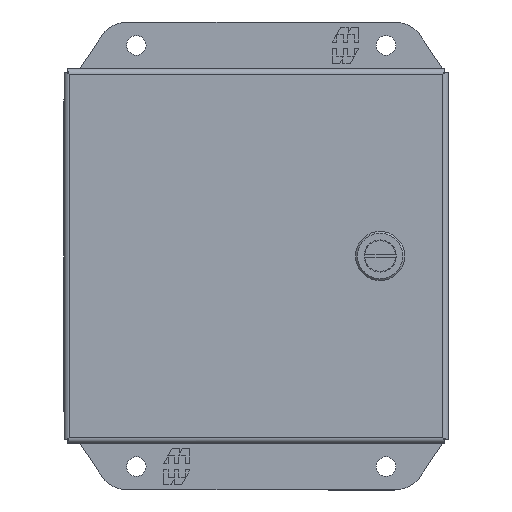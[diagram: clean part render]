
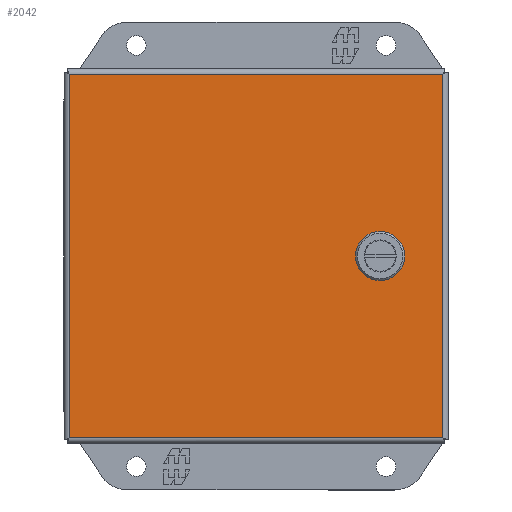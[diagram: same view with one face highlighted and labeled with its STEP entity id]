
A CAD part, front view. The second image highlights one B-rep face of the part: STEP entity #2042.
In plain terms, the highlighted planar face has unit normal (0, -1, 0).
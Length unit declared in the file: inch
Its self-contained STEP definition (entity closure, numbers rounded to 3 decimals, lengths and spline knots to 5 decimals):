
#35 = DIRECTION ( 'NONE',  ( -1., 0., 0. ) ) ;
#208 = FACE_OUTER_BOUND ( 'NONE', #15284, .T. ) ;
#438 = CARTESIAN_POINT ( 'NONE',  ( 2.91268, -4.61133, -2.914 ) ) ;
#977 = CARTESIAN_POINT ( 'NONE',  ( 1.98226, -4.61133, -0.331 ) ) ;
#1240 = CARTESIAN_POINT ( 'NONE',  ( 2.23768, -4.61133, 0.07559 ) ) ;
#1723 = FACE_BOUND ( 'NONE', #13033, .T. ) ;
#1868 = CARTESIAN_POINT ( 'NONE',  ( 1.98226, -4.61133, 0.331 ) ) ;
#1999 = CARTESIAN_POINT ( 'NONE',  ( -3.07332, -4.61133, 2.914 ) ) ;
#2042 = ADVANCED_FACE ( 'NONE', ( #1723, #208 ), #15055, .T. ) ;
#2635 = CARTESIAN_POINT ( 'NONE',  ( 1.98226, -4.61133, -0.331 ) ) ;
#3609 = LINE ( 'NONE', #1868, #13664 ) ;
#3684 = VERTEX_POINT ( 'NONE', #7693 ) ;
#3721 = CARTESIAN_POINT ( 'NONE',  ( 2.23768, -4.61133, 0.07559 ) ) ;
#4184 = CARTESIAN_POINT ( 'NONE',  ( -3.07332, -4.61133, -2.914 ) ) ;
#4307 = VECTOR ( 'NONE', #6238, 39.37008 ) ;
#4343 = ORIENTED_EDGE ( 'NONE', *, *, #16752, .T. ) ;
#4832 = VERTEX_POINT ( 'NONE', #9129 ) ;
#4889 = DIRECTION ( 'NONE',  ( 0., 0., -1. ) ) ;
#4976 = EDGE_CURVE ( 'NONE', #12308, #3684, #10173, .T. ) ;
#5399 = ORIENTED_EDGE ( 'NONE', *, *, #19367, .T. ) ;
#5848 = DIRECTION ( 'NONE',  ( 0., 0., -1. ) ) ;
#6238 = DIRECTION ( 'NONE',  ( 0., 0., 1. ) ) ;
#6396 = LINE ( 'NONE', #13172, #7960 ) ;
#6457 = ORIENTED_EDGE ( 'NONE', *, *, #8101, .F. ) ;
#7388 = CARTESIAN_POINT ( 'NONE',  ( 1.57568, -4.61133, 0.07559 ) ) ;
#7435 = VECTOR ( 'NONE', #5848, 39.37008 ) ;
#7501 = VECTOR ( 'NONE', #11637, 39.37008 ) ;
#7555 = CARTESIAN_POINT ( 'NONE',  ( -3.07332, -4.61133, -2.914 ) ) ;
#7693 = CARTESIAN_POINT ( 'NONE',  ( -3.07332, -4.61133, 2.914 ) ) ;
#7908 = CARTESIAN_POINT ( 'NONE',  ( 2.91268, -4.61133, 2.914 ) ) ;
#7921 = LINE ( 'NONE', #19956, #7501 ) ;
#7960 = VECTOR ( 'NONE', #13068, 39.37008 ) ;
#8101 = EDGE_CURVE ( 'NONE', #4832, #12795, #6396, .T. ) ;
#8481 = ORIENTED_EDGE ( 'NONE', *, *, #13234, .F. ) ;
#8765 = VECTOR ( 'NONE', #15843, 39.37008 ) ;
#8898 = CARTESIAN_POINT ( 'NONE',  ( 2.23768, -4.61133, -0.07559 ) ) ;
#9079 = LINE ( 'NONE', #7555, #18713 ) ;
#9129 = CARTESIAN_POINT ( 'NONE',  ( 1.98226, -4.61133, 0.331 ) ) ;
#9529 = DIRECTION ( 'NONE',  ( 0., 0., -1. ) ) ;
#9612 = AXIS2_PLACEMENT_3D ( 'NONE', #10013, #19878, #4889 ) ;
#9777 = ORIENTED_EDGE ( 'NONE', *, *, #16010, .F. ) ;
#9799 = ORIENTED_EDGE ( 'NONE', *, *, #14789, .F. ) ;
#9928 = EDGE_CURVE ( 'NONE', #19898, #13924, #20494, .T. ) ;
#10013 = CARTESIAN_POINT ( 'NONE',  ( -3.07332, -4.61133, -2.914 ) ) ;
#10173 = LINE ( 'NONE', #1999, #18233 ) ;
#10286 = VECTOR ( 'NONE', #19213, 39.37008 ) ;
#10580 = DIRECTION ( 'NONE',  ( 0.707, 0., -0.707 ) ) ;
#10904 = VERTEX_POINT ( 'NONE', #13515 ) ;
#11098 = ORIENTED_EDGE ( 'NONE', *, *, #17334, .T. ) ;
#11637 = DIRECTION ( 'NONE',  ( 0., 0., 1. ) ) ;
#11820 = ORIENTED_EDGE ( 'NONE', *, *, #4976, .T. ) ;
#11939 = CARTESIAN_POINT ( 'NONE',  ( 2.23768, -4.61133, -0.07559 ) ) ;
#12198 = EDGE_CURVE ( 'NONE', #18304, #19184, #14161, .T. ) ;
#12237 = VECTOR ( 'NONE', #9529, 39.37008 ) ;
#12308 = VERTEX_POINT ( 'NONE', #7908 ) ;
#12485 = CARTESIAN_POINT ( 'NONE',  ( 1.57568, -4.61133, 0.07559 ) ) ;
#12486 = LINE ( 'NONE', #1240, #4307 ) ;
#12633 = LINE ( 'NONE', #7388, #10286 ) ;
#12643 = LINE ( 'NONE', #977, #8765 ) ;
#12754 = EDGE_CURVE ( 'NONE', #13924, #15656, #12486, .T. ) ;
#12795 = VERTEX_POINT ( 'NONE', #19169 ) ;
#13027 = ORIENTED_EDGE ( 'NONE', *, *, #9928, .F. ) ;
#13033 = EDGE_LOOP ( 'NONE', ( #9777, #8481, #19255, #19877, #6457, #9799, #21032, #13027 ) ) ;
#13068 = DIRECTION ( 'NONE',  ( -1., 0., 0. ) ) ;
#13172 = CARTESIAN_POINT ( 'NONE',  ( 1.83109, -4.61133, 0.331 ) ) ;
#13234 = EDGE_CURVE ( 'NONE', #19184, #20504, #20324, .T. ) ;
#13515 = CARTESIAN_POINT ( 'NONE',  ( -3.07332, -4.61133, -2.914 ) ) ;
#13664 = VECTOR ( 'NONE', #18380, 39.37008 ) ;
#13924 = VERTEX_POINT ( 'NONE', #8898 ) ;
#14161 = LINE ( 'NONE', #20849, #7435 ) ;
#14699 = CARTESIAN_POINT ( 'NONE',  ( 1.83109, -4.61133, -0.331 ) ) ;
#14789 = EDGE_CURVE ( 'NONE', #15656, #4832, #3609, .T. ) ;
#15055 = PLANE ( 'NONE',  #9612 ) ;
#15284 = EDGE_LOOP ( 'NONE', ( #4343, #11820, #5399, #11098 ) ) ;
#15656 = VERTEX_POINT ( 'NONE', #3721 ) ;
#15843 = DIRECTION ( 'NONE',  ( 1., 0., 0. ) ) ;
#16010 = EDGE_CURVE ( 'NONE', #20504, #19898, #12643, .T. ) ;
#16518 = VERTEX_POINT ( 'NONE', #438 ) ;
#16594 = EDGE_CURVE ( 'NONE', #12795, #18304, #12633, .T. ) ;
#16752 = EDGE_CURVE ( 'NONE', #16518, #12308, #7921, .T. ) ;
#17004 = VECTOR ( 'NONE', #17210, 39.37008 ) ;
#17210 = DIRECTION ( 'NONE',  ( 0.707, 0., 0.707 ) ) ;
#17334 = EDGE_CURVE ( 'NONE', #10904, #16518, #9079, .T. ) ;
#17413 = DIRECTION ( 'NONE',  ( 1., 0., 0. ) ) ;
#17859 = LINE ( 'NONE', #4184, #12237 ) ;
#18233 = VECTOR ( 'NONE', #35, 39.37008 ) ;
#18285 = VECTOR ( 'NONE', #10580, 39.37008 ) ;
#18304 = VERTEX_POINT ( 'NONE', #12485 ) ;
#18380 = DIRECTION ( 'NONE',  ( -0.707, 0., 0.707 ) ) ;
#18713 = VECTOR ( 'NONE', #17413, 39.37008 ) ;
#19169 = CARTESIAN_POINT ( 'NONE',  ( 1.83109, -4.61133, 0.331 ) ) ;
#19184 = VERTEX_POINT ( 'NONE', #19840 ) ;
#19213 = DIRECTION ( 'NONE',  ( -0.707, 0., -0.707 ) ) ;
#19255 = ORIENTED_EDGE ( 'NONE', *, *, #12198, .F. ) ;
#19367 = EDGE_CURVE ( 'NONE', #3684, #10904, #17859, .T. ) ;
#19840 = CARTESIAN_POINT ( 'NONE',  ( 1.57568, -4.61133, -0.07559 ) ) ;
#19877 = ORIENTED_EDGE ( 'NONE', *, *, #16594, .F. ) ;
#19878 = DIRECTION ( 'NONE',  ( 0., -1., 0. ) ) ;
#19898 = VERTEX_POINT ( 'NONE', #2635 ) ;
#19956 = CARTESIAN_POINT ( 'NONE',  ( 2.91268, -4.61133, -2.914 ) ) ;
#20324 = LINE ( 'NONE', #20440, #18285 ) ;
#20440 = CARTESIAN_POINT ( 'NONE',  ( 1.83109, -4.61133, -0.331 ) ) ;
#20494 = LINE ( 'NONE', #11939, #17004 ) ;
#20504 = VERTEX_POINT ( 'NONE', #14699 ) ;
#20849 = CARTESIAN_POINT ( 'NONE',  ( 1.57568, -4.61133, -0.07559 ) ) ;
#21032 = ORIENTED_EDGE ( 'NONE', *, *, #12754, .F. ) ;
